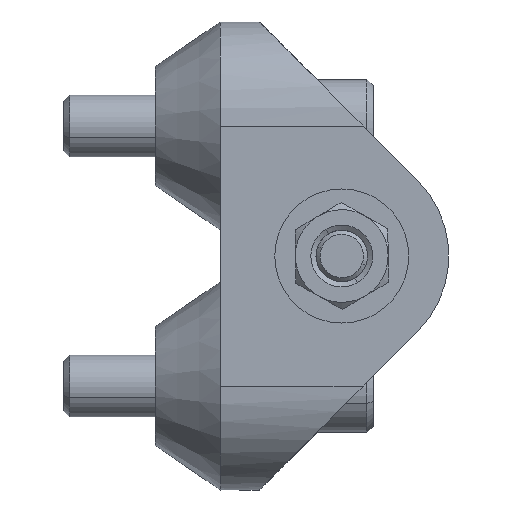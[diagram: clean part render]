
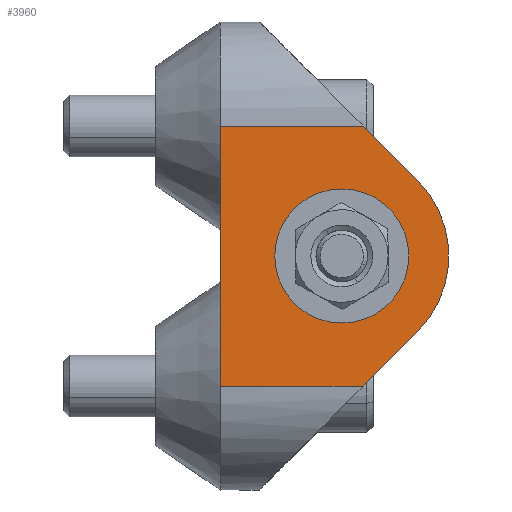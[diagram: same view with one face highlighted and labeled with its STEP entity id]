
A CAD part, front view. The second image highlights one B-rep face of the part: STEP entity #3960.
In plain terms, the highlighted face is planar.
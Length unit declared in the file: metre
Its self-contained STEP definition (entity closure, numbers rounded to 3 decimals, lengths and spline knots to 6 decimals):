
#151 = CIRCLE ( 'NONE', #3697, 0.004763 ) ;
#157 = CARTESIAN_POINT ( 'NONE',  ( 0.0187, 0.016, 0.004763 ) ) ;
#199 = DIRECTION ( 'NONE',  ( 0., 1., 0. ) ) ;
#283 = EDGE_CURVE ( 'NONE', #2826, #2288, #4022, .T. ) ;
#303 = LINE ( 'NONE', #3668, #2030 ) ;
#313 = EDGE_CURVE ( 'NONE', #2403, #939, #303, .T. ) ;
#355 = DIRECTION ( 'NONE',  ( 0., 0., 1. ) ) ;
#407 = ORIENTED_EDGE ( 'NONE', *, *, #806, .F. ) ;
#467 = ORIENTED_EDGE ( 'NONE', *, *, #3863, .F. ) ;
#485 = VECTOR ( 'NONE', #4051, 1. ) ;
#501 = VERTEX_POINT ( 'NONE', #157 ) ;
#696 = AXIS2_PLACEMENT_3D ( 'NONE', #1152, #1072, #2121 ) ;
#709 = FACE_BOUND ( 'NONE', #2978, .T. ) ;
#801 = LINE ( 'NONE', #2556, #3247 ) ;
#806 = EDGE_CURVE ( 'NONE', #1111, #501, #151, .T. ) ;
#818 = PLANE ( 'NONE',  #696 ) ;
#939 = VERTEX_POINT ( 'NONE', #2379 ) ;
#1072 = DIRECTION ( 'NONE',  ( 0., -1., 0. ) ) ;
#1097 = CARTESIAN_POINT ( 'NONE',  ( 0.006, 0.016, 0.036 ) ) ;
#1111 = VERTEX_POINT ( 'NONE', #1578 ) ;
#1123 = DIRECTION ( 'NONE',  ( 0., 1., 0. ) ) ;
#1152 = CARTESIAN_POINT ( 'NONE',  ( 0.05, 0.016, 0.02 ) ) ;
#1456 = DIRECTION ( 'NONE',  ( -1., 0., 0. ) ) ;
#1578 = CARTESIAN_POINT ( 'NONE',  ( 0.0187, 0.016, -0.004762 ) ) ;
#1826 = EDGE_CURVE ( 'NONE', #2151, #3492, #801, .T. ) ;
#2030 = VECTOR ( 'NONE', #3327, 1. ) ;
#2064 = LINE ( 'NONE', #2730, #3652 ) ;
#2121 = DIRECTION ( 'NONE',  ( 0., 0., -1. ) ) ;
#2151 = VERTEX_POINT ( 'NONE', #2549 ) ;
#2228 = ORIENTED_EDGE ( 'NONE', *, *, #2394, .F. ) ;
#2239 = DIRECTION ( 'NONE',  ( 0., 0., 1. ) ) ;
#2245 = CARTESIAN_POINT ( 'NONE',  ( 0.03035, 0.016, -0.01165 ) ) ;
#2285 = ORIENTED_EDGE ( 'NONE', *, *, #4180, .T. ) ;
#2288 = VERTEX_POINT ( 'NONE', #3135 ) ;
#2379 = CARTESIAN_POINT ( 'NONE',  ( 0., 0.016, -0.02 ) ) ;
#2394 = EDGE_CURVE ( 'NONE', #2403, #2826, #4111, .T. ) ;
#2403 = VERTEX_POINT ( 'NONE', #3884 ) ;
#2522 = ORIENTED_EDGE ( 'NONE', *, *, #1826, .F. ) ;
#2549 = CARTESIAN_POINT ( 'NONE',  ( 0.022, 0.016, 0.02 ) ) ;
#2554 = AXIS2_PLACEMENT_3D ( 'NONE', #4068, #199, #2239 ) ;
#2556 = CARTESIAN_POINT ( 'NONE',  ( 0.05, 0.016, 0.02 ) ) ;
#2730 = CARTESIAN_POINT ( 'NONE',  ( 0., 0.016, 0.02 ) ) ;
#2737 = AXIS2_PLACEMENT_3D ( 'NONE', #3381, #4122, #3752 ) ;
#2826 = VERTEX_POINT ( 'NONE', #2245 ) ;
#2833 = VECTOR ( 'NONE', #3919, 1. ) ;
#2978 = EDGE_LOOP ( 'NONE', ( #467, #407 ) ) ;
#3135 = CARTESIAN_POINT ( 'NONE',  ( 0.03035, 0.016, 0.01165 ) ) ;
#3192 = CARTESIAN_POINT ( 'NONE',  ( 0., 0.016, 0.02 ) ) ;
#3247 = VECTOR ( 'NONE', #1456, 1. ) ;
#3257 = FACE_OUTER_BOUND ( 'NONE', #3345, .T. ) ;
#3264 = EDGE_CURVE ( 'NONE', #2288, #2151, #3869, .T. ) ;
#3327 = DIRECTION ( 'NONE',  ( -1., 0., 0. ) ) ;
#3345 = EDGE_LOOP ( 'NONE', ( #2522, #4435, #4523, #2228, #3556, #2285 ) ) ;
#3381 = CARTESIAN_POINT ( 'NONE',  ( 0.0187, 0.016, 0. ) ) ;
#3492 = VERTEX_POINT ( 'NONE', #3192 ) ;
#3556 = ORIENTED_EDGE ( 'NONE', *, *, #313, .T. ) ;
#3560 = CARTESIAN_POINT ( 'NONE',  ( 0.0187, 0.016, 0. ) ) ;
#3652 = VECTOR ( 'NONE', #3661, 1. ) ;
#3661 = DIRECTION ( 'NONE',  ( 0., 0., 1. ) ) ;
#3668 = CARTESIAN_POINT ( 'NONE',  ( 0.05, 0.016, -0.02 ) ) ;
#3697 = AXIS2_PLACEMENT_3D ( 'NONE', #3560, #1123, #355 ) ;
#3752 = DIRECTION ( 'NONE',  ( 0., 0., -1. ) ) ;
#3863 = EDGE_CURVE ( 'NONE', #501, #1111, #4341, .T. ) ;
#3869 = LINE ( 'NONE', #1097, #2833 ) ;
#3880 = CARTESIAN_POINT ( 'NONE',  ( 0.006, 0.016, -0.036 ) ) ;
#3884 = CARTESIAN_POINT ( 'NONE',  ( 0.022, 0.016, -0.02 ) ) ;
#3919 = DIRECTION ( 'NONE',  ( -0.707, 0., 0.707 ) ) ;
#3960 = ADVANCED_FACE ( 'NONE', ( #709, #3257 ), #818, .F. ) ;
#4022 = CIRCLE ( 'NONE', #2737, 0.016476 ) ;
#4051 = DIRECTION ( 'NONE',  ( 0.707, 0., 0.707 ) ) ;
#4068 = CARTESIAN_POINT ( 'NONE',  ( 0.0187, 0.016, 0. ) ) ;
#4111 = LINE ( 'NONE', #3880, #485 ) ;
#4122 = DIRECTION ( 'NONE',  ( 0., -1., 0. ) ) ;
#4180 = EDGE_CURVE ( 'NONE', #939, #3492, #2064, .T. ) ;
#4341 = CIRCLE ( 'NONE', #2554, 0.004763 ) ;
#4435 = ORIENTED_EDGE ( 'NONE', *, *, #3264, .F. ) ;
#4523 = ORIENTED_EDGE ( 'NONE', *, *, #283, .F. ) ;
